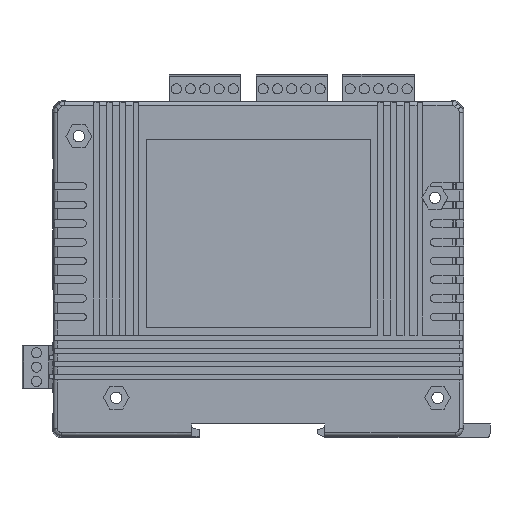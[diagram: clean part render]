
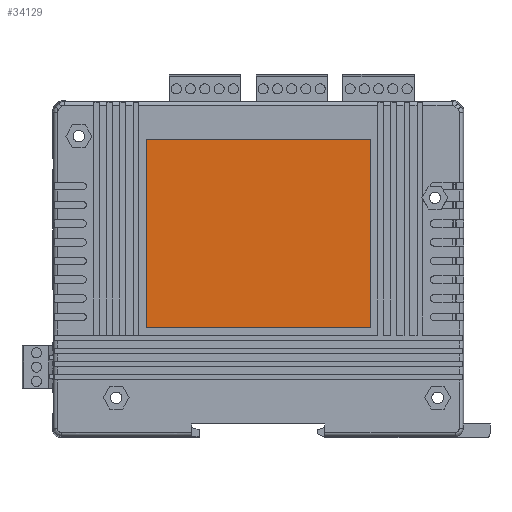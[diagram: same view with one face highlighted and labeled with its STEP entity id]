
A CAD part, left-side view. The second image highlights one B-rep face of the part: STEP entity #34129.
In plain terms, the highlighted face is planar.
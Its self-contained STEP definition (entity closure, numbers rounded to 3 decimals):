
#1848 = ORIENTED_EDGE ( 'NONE', *, *, #12263, .F. ) ;
#3633 = LINE ( 'NONE', #11389, #41027 ) ;
#6160 = EDGE_CURVE ( 'NONE', #18881, #46775, #14600, .T. ) ;
#6589 = CARTESIAN_POINT ( 'NONE',  ( -29.392, -16.894, -70.429 ) ) ;
#7889 = LINE ( 'NONE', #20231, #29453 ) ;
#8915 = ORIENTED_EDGE ( 'NONE', *, *, #52267, .F. ) ;
#9644 = VECTOR ( 'NONE', #19383, 1000. ) ;
#11389 = CARTESIAN_POINT ( 'NONE',  ( -29.392, -16.894, -19.971 ) ) ;
#12263 = EDGE_CURVE ( 'NONE', #13011, #21516, #7889, .T. ) ;
#13011 = VERTEX_POINT ( 'NONE', #45892 ) ;
#14227 = EDGE_LOOP ( 'NONE', ( #25967, #31445, #1848, #8915 ) ) ;
#14600 = LINE ( 'NONE', #32356, #39965 ) ;
#18881 = VERTEX_POINT ( 'NONE', #35015 ) ;
#19383 = DIRECTION ( 'NONE',  ( -1., 0., 0. ) ) ;
#20231 = CARTESIAN_POINT ( 'NONE',  ( -89.392, -16.894, -19.971 ) ) ;
#21516 = VERTEX_POINT ( 'NONE', #47614 ) ;
#21736 = CARTESIAN_POINT ( 'NONE',  ( -29.392, -16.894, -70.429 ) ) ;
#23412 = LINE ( 'NONE', #54098, #9644 ) ;
#25967 = ORIENTED_EDGE ( 'NONE', *, *, #6160, .T. ) ;
#29453 = VECTOR ( 'NONE', #29954, 1000. ) ;
#29954 = DIRECTION ( 'NONE',  ( 0., 0., -1. ) ) ;
#31445 = ORIENTED_EDGE ( 'NONE', *, *, #41768, .T. ) ;
#32356 = CARTESIAN_POINT ( 'NONE',  ( -29.392, -16.894, -19.971 ) ) ;
#33216 = FACE_OUTER_BOUND ( 'NONE', #14227, .T. ) ;
#34129 = ADVANCED_FACE ( 'NONE', ( #33216 ), #43513, .T. ) ;
#35015 = CARTESIAN_POINT ( 'NONE',  ( -29.392, -16.894, -19.971 ) ) ;
#36683 = DIRECTION ( 'NONE',  ( 0., 0., -1. ) ) ;
#38611 = DIRECTION ( 'NONE',  ( -1., 0., 0. ) ) ;
#39222 = DIRECTION ( 'NONE',  ( 0., 0., 1. ) ) ;
#39965 = VECTOR ( 'NONE', #36683, 1000. ) ;
#41027 = VECTOR ( 'NONE', #38611, 1000. ) ;
#41768 = EDGE_CURVE ( 'NONE', #46775, #21516, #23412, .T. ) ;
#43513 = PLANE ( 'NONE',  #53048 ) ;
#45892 = CARTESIAN_POINT ( 'NONE',  ( -89.392, -16.894, -19.971 ) ) ;
#46775 = VERTEX_POINT ( 'NONE', #6589 ) ;
#47614 = CARTESIAN_POINT ( 'NONE',  ( -89.392, -16.894, -70.429 ) ) ;
#48944 = DIRECTION ( 'NONE',  ( 0., 1., 0. ) ) ;
#52267 = EDGE_CURVE ( 'NONE', #18881, #13011, #3633, .T. ) ;
#53048 = AXIS2_PLACEMENT_3D ( 'NONE', #21736, #48944, #39222 ) ;
#54098 = CARTESIAN_POINT ( 'NONE',  ( -29.392, -16.894, -70.429 ) ) ;
